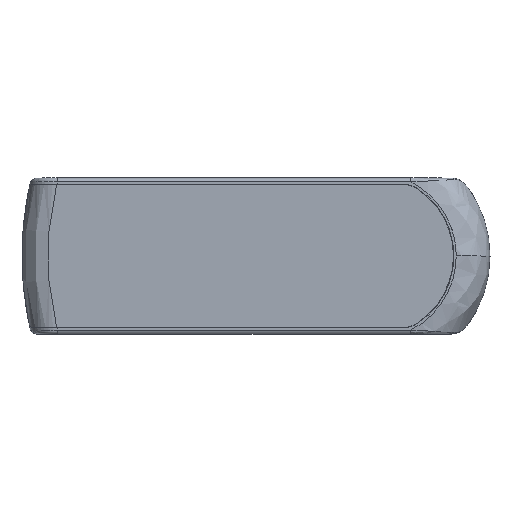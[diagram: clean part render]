
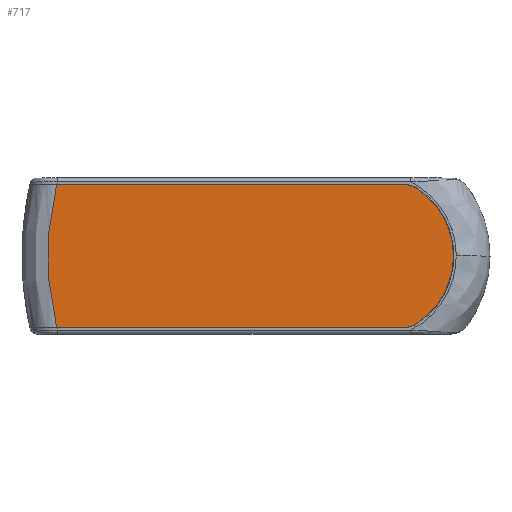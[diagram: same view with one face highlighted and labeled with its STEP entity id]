
A CAD part, top view. The second image highlights one B-rep face of the part: STEP entity #717.
In plain terms, the highlighted planar face has unit normal (0, 0, 1).
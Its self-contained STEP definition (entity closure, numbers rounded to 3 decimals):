
#250 = ORIENTED_EDGE ( 'NONE', *, *, #3872, .F. ) ;
#376 = ORIENTED_EDGE ( 'NONE', *, *, #3527, .T. ) ;
#621 = ORIENTED_EDGE ( 'NONE', *, *, #3382, .F. ) ;
#717 = ADVANCED_FACE ( 'NONE', ( #1377 ), #1211, .T. ) ;
#960 = DIRECTION ( 'NONE',  ( 0., 1., 0. ) ) ;
#1152 = DIRECTION ( 'NONE',  ( 0., 0., 1. ) ) ;
#1166 = CARTESIAN_POINT ( 'NONE',  ( 118.953, -0.035, 46.374 ) ) ;
#1211 = PLANE ( 'NONE',  #4042 ) ;
#1218 = CIRCLE ( 'NONE', #3617, 9.95 ) ;
#1273 = LINE ( 'NONE', #5174, #1670 ) ;
#1292 = LINE ( 'NONE', #5862, #1436 ) ;
#1319 = CIRCLE ( 'NONE', #3889, 9.95 ) ;
#1377 = FACE_OUTER_BOUND ( 'NONE', #1780, .T. ) ;
#1436 = VECTOR ( 'NONE', #5863, 1000. ) ;
#1454 = CIRCLE ( 'NONE', #3932, 30.95 ) ;
#1670 = VECTOR ( 'NONE', #5172, 1000. ) ;
#1704 = CIRCLE ( 'NONE', #3838, 30.95 ) ;
#1780 = EDGE_LOOP ( 'NONE', ( #1965, #1868, #250, #621, #2078, #376, #1973 ) ) ;
#1862 = VERTEX_POINT ( 'NONE', #3912 ) ;
#1868 = ORIENTED_EDGE ( 'NONE', *, *, #3862, .F. ) ;
#1885 = VERTEX_POINT ( 'NONE', #3622 ) ;
#1905 = VERTEX_POINT ( 'NONE', #4016 ) ;
#1965 = ORIENTED_EDGE ( 'NONE', *, *, #3808, .T. ) ;
#1973 = ORIENTED_EDGE ( 'NONE', *, *, #3740, .F. ) ;
#2078 = ORIENTED_EDGE ( 'NONE', *, *, #4017, .F. ) ;
#2273 = VERTEX_POINT ( 'NONE', #4215 ) ;
#2286 = VERTEX_POINT ( 'NONE', #4269 ) ;
#2308 = VERTEX_POINT ( 'NONE', #3714 ) ;
#2343 = VERTEX_POINT ( 'NONE', #3908 ) ;
#2401 = DIRECTION ( 'NONE',  ( 1., 0., 0. ) ) ;
#2403 = DIRECTION ( 'NONE',  ( 0., 0., -1. ) ) ;
#2404 = CARTESIAN_POINT ( 'NONE',  ( 128.953, -0.035, 46.374 ) ) ;
#3382 = EDGE_CURVE ( 'NONE', #1885, #2286, #1454, .T. ) ;
#3527 = EDGE_CURVE ( 'NONE', #1905, #1862, #1292, .T. ) ;
#3617 = AXIS2_PLACEMENT_3D ( 'NONE', #4853, #4852, #4851 ) ;
#3622 = CARTESIAN_POINT ( 'NONE',  ( 146.061, 25.757, 46.374 ) ) ;
#3714 = CARTESIAN_POINT ( 'NONE',  ( 146.061, -25.826, 46.374 ) ) ;
#3740 = EDGE_CURVE ( 'NONE', #2343, #1862, #4381, .T. ) ;
#3808 = EDGE_CURVE ( 'NONE', #2343, #2273, #1273, .T. ) ;
#3838 = AXIS2_PLACEMENT_3D ( 'NONE', #5049, #5048, #5047 ) ;
#3862 = EDGE_CURVE ( 'NONE', #2308, #2273, #1319, .T. ) ;
#3872 = EDGE_CURVE ( 'NONE', #2286, #2308, #1704, .T. ) ;
#3889 = AXIS2_PLACEMENT_3D ( 'NONE', #5092, #5091, #5090 ) ;
#3908 = CARTESIAN_POINT ( 'NONE',  ( 7.277, -27.485, 46.374 ) ) ;
#3912 = CARTESIAN_POINT ( 'NONE',  ( 7.277, 27.415, 46.374 ) ) ;
#3932 = AXIS2_PLACEMENT_3D ( 'NONE', #2404, #2403, #2401 ) ;
#4016 = CARTESIAN_POINT ( 'NONE',  ( 140.561, 27.415, 46.374 ) ) ;
#4017 = EDGE_CURVE ( 'NONE', #1905, #1885, #1218, .T. ) ;
#4042 = AXIS2_PLACEMENT_3D ( 'NONE', #1166, #1152, #960 ) ;
#4215 = CARTESIAN_POINT ( 'NONE',  ( 140.561, -27.485, 46.374 ) ) ;
#4269 = CARTESIAN_POINT ( 'NONE',  ( 159.903, -0.035, 46.374 ) ) ;
#4381 =( BOUNDED_CURVE ( )  B_SPLINE_CURVE ( 3, ( #5416, #5382, #5360, #5359 ),
 .UNSPECIFIED., .F., .T. ) 
 B_SPLINE_CURVE_WITH_KNOTS ( ( 4, 4 ),
 ( 0.001, 0.999 ),
 .UNSPECIFIED. ) 
 CURVE ( )  GEOMETRIC_REPRESENTATION_ITEM ( )  RATIONAL_B_SPLINE_CURVE ( ( 1., 0.981, 0.981, 1. ) ) 
 REPRESENTATION_ITEM ( '' )  );
#4851 = DIRECTION ( 'NONE',  ( 1., 0., 0. ) ) ;
#4852 = DIRECTION ( 'NONE',  ( 0., 0., -1. ) ) ;
#4853 = CARTESIAN_POINT ( 'NONE',  ( 140.561, 17.465, 46.374 ) ) ;
#5047 = DIRECTION ( 'NONE',  ( 1., 0., 0. ) ) ;
#5048 = DIRECTION ( 'NONE',  ( 0., 0., -1. ) ) ;
#5049 = CARTESIAN_POINT ( 'NONE',  ( 128.953, -0.035, 46.374 ) ) ;
#5090 = DIRECTION ( 'NONE',  ( 1., 0., 0. ) ) ;
#5091 = DIRECTION ( 'NONE',  ( 0., 0., -1. ) ) ;
#5092 = CARTESIAN_POINT ( 'NONE',  ( 140.561, -17.535, 46.374 ) ) ;
#5172 = DIRECTION ( 'NONE',  ( 1., 0., 0. ) ) ;
#5174 = CARTESIAN_POINT ( 'NONE',  ( -2.984, -27.485, 46.374 ) ) ;
#5359 = CARTESIAN_POINT ( 'NONE',  ( 7.277, 27.415, 46.374 ) ) ;
#5360 = CARTESIAN_POINT ( 'NONE',  ( 2.823, 9.295, 46.374 ) ) ;
#5382 = CARTESIAN_POINT ( 'NONE',  ( 2.823, -9.364, 46.374 ) ) ;
#5416 = CARTESIAN_POINT ( 'NONE',  ( 7.277, -27.485, 46.374 ) ) ;
#5862 = CARTESIAN_POINT ( 'NONE',  ( 8.32, 27.415, 46.374 ) ) ;
#5863 = DIRECTION ( 'NONE',  ( -1., 0., 0. ) ) ;
